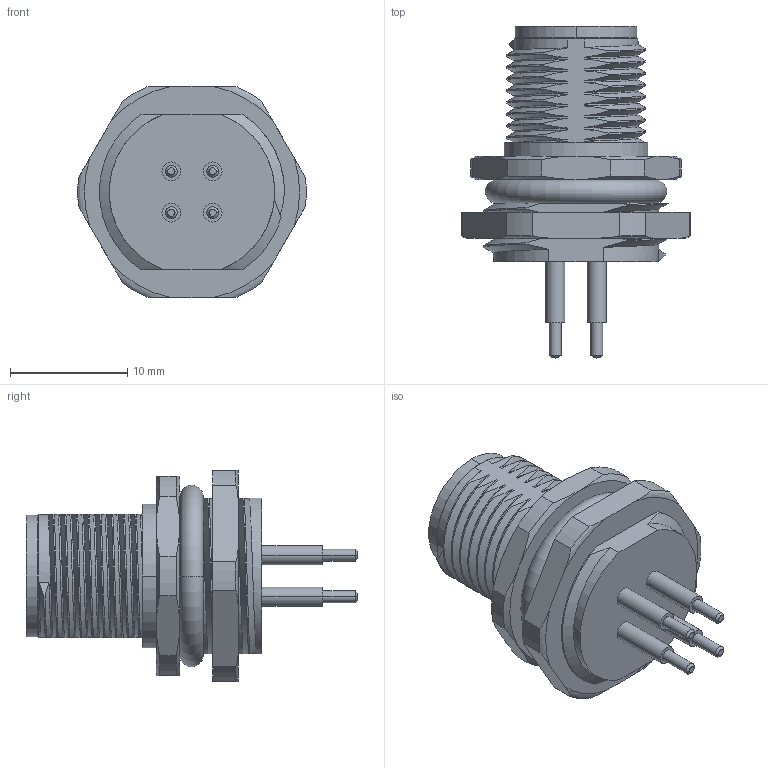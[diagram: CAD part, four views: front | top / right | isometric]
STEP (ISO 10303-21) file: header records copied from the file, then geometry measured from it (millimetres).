
FILE_DESCRIPTION((''),'2;1');
FILE_NAME('M12-M04D-BK-M16-CAT5_SW0001','2020-07-17T',('tc.chen'),(''),'PRO/ENGINEER BY PARAMETRIC TECHNOLOGY CORPORATION, 2012480','PRO/ENGINEER BY PARAMETRIC TECHNOLOGY CORPORATION, 2012480','');
FILE_SCHEMA(('AUTOMOTIVE_DESIGN { 1 0 10303 214 1 1 1 1 }'));
Length unit declared in the file: millimetre
Products named in the file (1): M12-M04D-BK-M16-CAT5_SW0001
Bounding box: 19.48 x 28.3 x 18 mm (x, y, z)
Volume: 2541.1 mm3; surface area: 2936.1 mm2
Topology: 1 solids, 1 shells, 373 faces, 971 edges, 620 vertices
Faces by surface type: plane 95, cylinder 91, bspline 79, cone 43, extrusion 43, sphere 12, torus 10
Entity records: 18156 total; most frequent: CARTESIAN_POINT 8273, ORIENTED_EDGE 1926, DIRECTION 1370, EDGE_CURVE 963, VERTEX_POINT 620, AXIS2_PLACEMENT_3D 462, VECTOR 446, LINE 403
